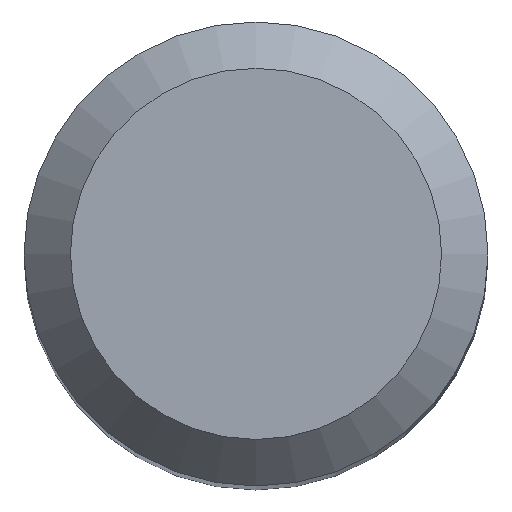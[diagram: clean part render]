
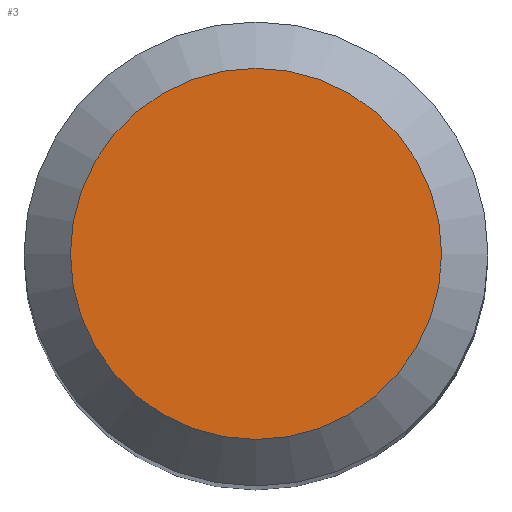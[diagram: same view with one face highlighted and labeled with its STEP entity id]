
A CAD part, top view. The second image highlights one B-rep face of the part: STEP entity #3.
In plain terms, the highlighted planar face has unit normal (0, 0, 1).
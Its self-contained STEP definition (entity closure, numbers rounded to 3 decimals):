
#3 = ADVANCED_FACE ( 'NONE', ( #223 ), #198, .F. ) ;
#71 = CIRCLE ( 'NONE', #150, 4. ) ;
#82 = EDGE_LOOP ( 'NONE', ( #119 ) ) ;
#84 = DIRECTION ( 'NONE',  ( 0., 1., 0. ) ) ;
#97 = EDGE_CURVE ( 'NONE', #188, #188, #71, .T. ) ;
#119 = ORIENTED_EDGE ( 'NONE', *, *, #97, .F. ) ;
#138 = DIRECTION ( 'NONE',  ( 0., 0., -1. ) ) ;
#143 = DIRECTION ( 'NONE',  ( 0., 1., 0. ) ) ;
#150 = AXIS2_PLACEMENT_3D ( 'NONE', #157, #138, #84 ) ;
#157 = CARTESIAN_POINT ( 'NONE',  ( 0., 0., 118. ) ) ;
#179 = CARTESIAN_POINT ( 'NONE',  ( 0., 0., 118. ) ) ;
#188 = VERTEX_POINT ( 'NONE', #229 ) ;
#198 = PLANE ( 'NONE',  #226 ) ;
#223 = FACE_OUTER_BOUND ( 'NONE', #82, .T. ) ;
#226 = AXIS2_PLACEMENT_3D ( 'NONE', #179, #244, #143 ) ;
#229 = CARTESIAN_POINT ( 'NONE',  ( 0., 4., 118. ) ) ;
#244 = DIRECTION ( 'NONE',  ( 0., 0., -1. ) ) ;
